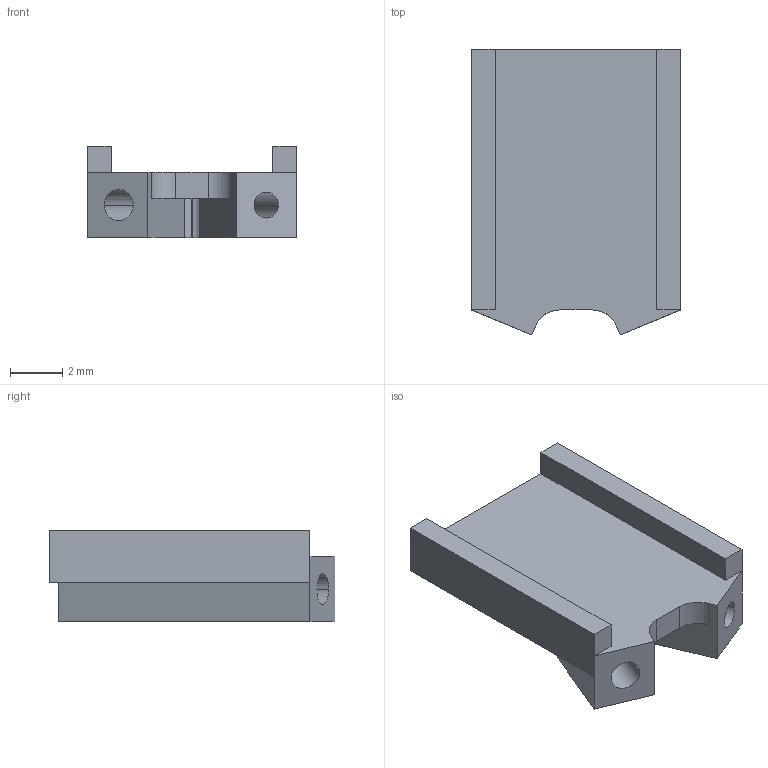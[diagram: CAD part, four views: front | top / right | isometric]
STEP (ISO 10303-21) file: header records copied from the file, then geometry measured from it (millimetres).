
FILE_DESCRIPTION (( 'STEP AP214' ), '1' );
FILE_NAME ('neuropixel_holder.STEP', '2019-08-27T13:52:54', ( '' ), ( '' ), 'SwSTEP 2.0', 'SolidWorks 2017', '' );
FILE_SCHEMA (( 'AUTOMOTIVE_DESIGN' ));
Length unit declared in the file: millimetre
Products named in the file (1): neuropixel_holder
Bounding box: 8 x 10.96 x 3.5 mm (x, y, z)
Volume: 146.3 mm3; surface area: 334 mm2
Topology: 1 solids, 1 shells, 35 faces, 91 edges, 56 vertices
Faces by surface type: plane 22, cylinder 9, cone 4
Entity records: 1065 total; most frequent: CARTESIAN_POINT 179, DIRECTION 177, ORIENTED_EDGE 174, EDGE_CURVE 87, LINE 69, VECTOR 69, VERTEX_POINT 56, AXIS2_PLACEMENT_3D 54
